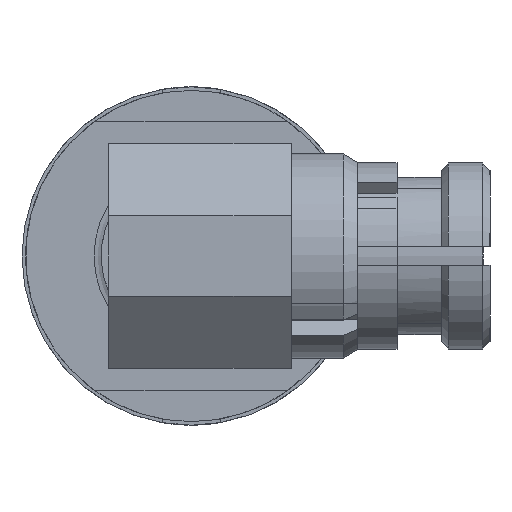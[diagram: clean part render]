
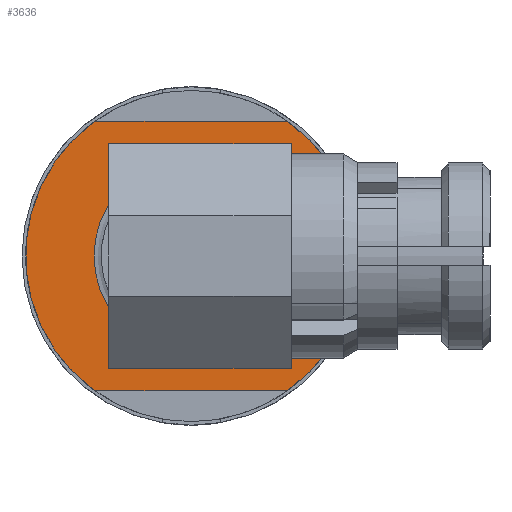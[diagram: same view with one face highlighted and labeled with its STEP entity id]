
A CAD part, left-side view. The second image highlights one B-rep face of the part: STEP entity #3636.
In plain terms, the highlighted face is planar.
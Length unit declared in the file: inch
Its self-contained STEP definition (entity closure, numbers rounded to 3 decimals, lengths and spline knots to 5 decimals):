
#268 = CARTESIAN_POINT ( 'NONE',  ( 0.277, -0.06695, -0.0935 ) ) ;
#367 = ORIENTED_EDGE ( 'NONE', *, *, #1942, .T. ) ;
#436 = VERTEX_POINT ( 'NONE', #6963 ) ;
#450 = CARTESIAN_POINT ( 'NONE',  ( 0.277, 0.06695, -0.0935 ) ) ;
#518 = CIRCLE ( 'NONE', #3279, 0.115 ) ;
#669 = CARTESIAN_POINT ( 'NONE',  ( 0.277, 0.115, 0.0935 ) ) ;
#760 = DIRECTION ( 'NONE',  ( 1., 0., 0. ) ) ;
#802 = CARTESIAN_POINT ( 'NONE',  ( 0.277, 0.115, 0. ) ) ;
#1001 = CARTESIAN_POINT ( 'NONE',  ( 0.277, 0.06695, 0.0935 ) ) ;
#1286 = ORIENTED_EDGE ( 'NONE', *, *, #5799, .T. ) ;
#1564 = DIRECTION ( 'NONE',  ( -1., 0., 0. ) ) ;
#1641 = CARTESIAN_POINT ( 'NONE',  ( 0.277, 0., 0.0675 ) ) ;
#1722 = AXIS2_PLACEMENT_3D ( 'NONE', #2972, #6794, #4583 ) ;
#1881 = PLANE ( 'NONE',  #5546 ) ;
#1942 = EDGE_CURVE ( 'NONE', #2545, #4435, #2753, .T. ) ;
#2069 = EDGE_LOOP ( 'NONE', ( #367, #4893 ) ) ;
#2101 = VERTEX_POINT ( 'NONE', #1001 ) ;
#2373 = DIRECTION ( 'NONE',  ( 0., 0., -1. ) ) ;
#2545 = VERTEX_POINT ( 'NONE', #4786 ) ;
#2753 = CIRCLE ( 'NONE', #1722, 0.0675 ) ;
#2866 = DIRECTION ( 'NONE',  ( 0., -1., 0. ) ) ;
#2972 = CARTESIAN_POINT ( 'NONE',  ( 0.277, 0., 0. ) ) ;
#3279 = AXIS2_PLACEMENT_3D ( 'NONE', #6768, #4727, #4619 ) ;
#3304 = LINE ( 'NONE', #669, #4097 ) ;
#3364 = VERTEX_POINT ( 'NONE', #450 ) ;
#3531 = CIRCLE ( 'NONE', #7070, 0.0675 ) ;
#3636 = ADVANCED_FACE ( 'NONE', ( #6250, #5114 ), #1881, .T. ) ;
#3651 = CIRCLE ( 'NONE', #6052, 0.115 ) ;
#4097 = VECTOR ( 'NONE', #2866, 39.37008 ) ;
#4321 = CARTESIAN_POINT ( 'NONE',  ( 0.277, 0., 0. ) ) ;
#4435 = VERTEX_POINT ( 'NONE', #1641 ) ;
#4583 = DIRECTION ( 'NONE',  ( 0., 0., -1. ) ) ;
#4599 = EDGE_LOOP ( 'NONE', ( #1286, #5193, #6813, #5002 ) ) ;
#4619 = DIRECTION ( 'NONE',  ( 0., 0., -1. ) ) ;
#4637 = DIRECTION ( 'NONE',  ( 0., 1., 0. ) ) ;
#4727 = DIRECTION ( 'NONE',  ( 1., 0., 0. ) ) ;
#4786 = CARTESIAN_POINT ( 'NONE',  ( 0.277, 0., -0.0675 ) ) ;
#4853 = EDGE_CURVE ( 'NONE', #6044, #3364, #5437, .T. ) ;
#4890 = DIRECTION ( 'NONE',  ( 0., 0., -1. ) ) ;
#4893 = ORIENTED_EDGE ( 'NONE', *, *, #6327, .T. ) ;
#5002 = ORIENTED_EDGE ( 'NONE', *, *, #6111, .T. ) ;
#5090 = VECTOR ( 'NONE', #6356, 39.37008 ) ;
#5114 = FACE_OUTER_BOUND ( 'NONE', #4599, .T. ) ;
#5193 = ORIENTED_EDGE ( 'NONE', *, *, #4853, .T. ) ;
#5437 = LINE ( 'NONE', #5926, #5090 ) ;
#5546 = AXIS2_PLACEMENT_3D ( 'NONE', #802, #6779, #4637 ) ;
#5799 = EDGE_CURVE ( 'NONE', #436, #6044, #518, .T. ) ;
#5926 = CARTESIAN_POINT ( 'NONE',  ( 0.277, 0.115, -0.0935 ) ) ;
#6044 = VERTEX_POINT ( 'NONE', #268 ) ;
#6052 = AXIS2_PLACEMENT_3D ( 'NONE', #6750, #760, #2373 ) ;
#6111 = EDGE_CURVE ( 'NONE', #2101, #436, #3304, .T. ) ;
#6250 = FACE_BOUND ( 'NONE', #2069, .T. ) ;
#6327 = EDGE_CURVE ( 'NONE', #4435, #2545, #3531, .T. ) ;
#6356 = DIRECTION ( 'NONE',  ( 0., 1., 0. ) ) ;
#6468 = EDGE_CURVE ( 'NONE', #3364, #2101, #3651, .T. ) ;
#6750 = CARTESIAN_POINT ( 'NONE',  ( 0.277, 0., 0. ) ) ;
#6768 = CARTESIAN_POINT ( 'NONE',  ( 0.277, 0., 0. ) ) ;
#6779 = DIRECTION ( 'NONE',  ( 1., 0., 0. ) ) ;
#6794 = DIRECTION ( 'NONE',  ( -1., 0., 0. ) ) ;
#6813 = ORIENTED_EDGE ( 'NONE', *, *, #6468, .T. ) ;
#6963 = CARTESIAN_POINT ( 'NONE',  ( 0.277, -0.06695, 0.0935 ) ) ;
#7070 = AXIS2_PLACEMENT_3D ( 'NONE', #4321, #1564, #4890 ) ;
